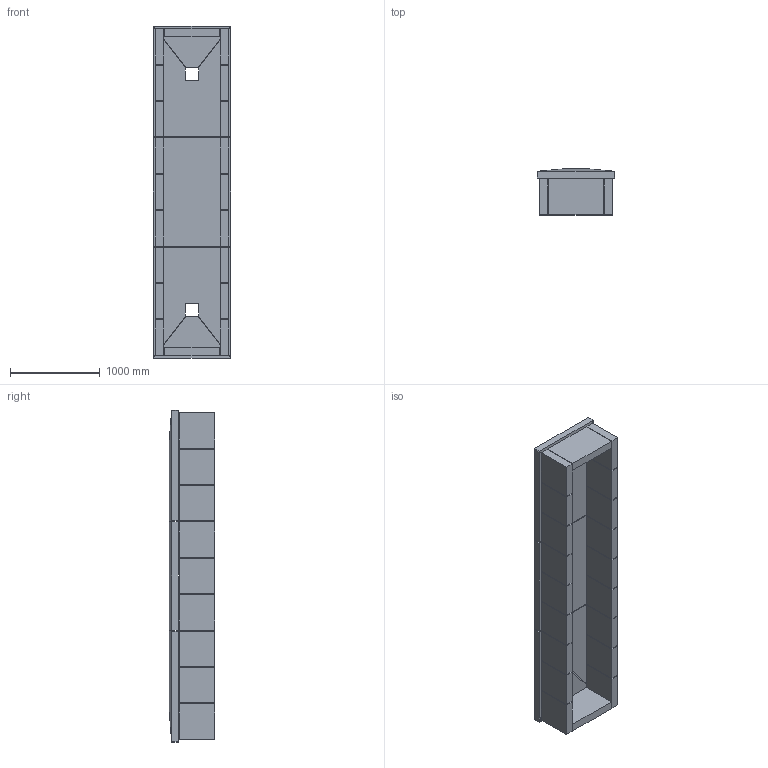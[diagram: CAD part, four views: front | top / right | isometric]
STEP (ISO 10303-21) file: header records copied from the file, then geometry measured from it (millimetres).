
FILE_DESCRIPTION(/* description */ (''),/* implementation_level */ '2;1');
FILE_NAME(/* name */ 'Monument.step',/* time_stamp */ '2023-01-13T13:09:58-06:00',/* author */ (''),/* organization */ (''),/* preprocessor_version */ 'ST-DEVELOPER v19.2',/* originating_system */ 'Autodesk Translation Framework v11.17.0.187',/* authorisation */ '');
FILE_SCHEMA (('AUTOMOTIVE_DESIGN { 1 0 10303 214 3 1 1 }'));
Length unit declared in the file: inch
Products named in the file (1): Monument
Bounding box: 863.6 x 508 x 3708.4 mm (x, y, z)
Volume: 593609509.1 mm3; surface area: 17465144.4 mm2
Topology: 25 solids, 25 shells, 166 faces, 348 edges, 232 vertices
Faces by surface type: plane 166
Entity records: 4343 total; most frequent: CARTESIAN_POINT 747, ORIENTED_EDGE 696, DIRECTION 682, LINE 348, VECTOR 348, EDGE_CURVE 348, VERTEX_POINT 232, AXIS2_PLACEMENT_3D 167
